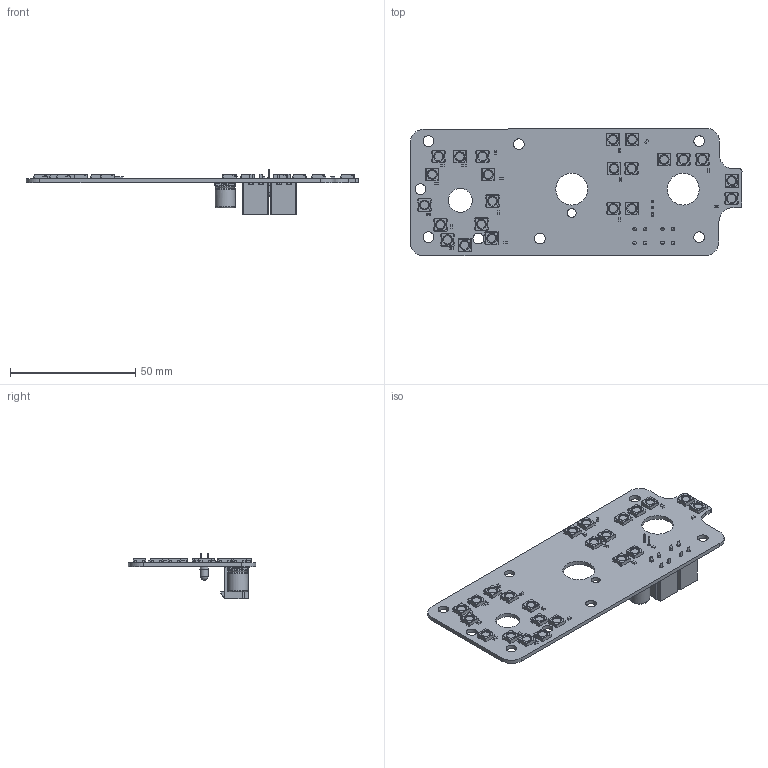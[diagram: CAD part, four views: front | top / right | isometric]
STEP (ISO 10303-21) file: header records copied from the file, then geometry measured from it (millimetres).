
FILE_DESCRIPTION(('KiCad electronic assembly'),'2;1');
FILE_NAME('FCS PANEL.step','2023-04-01T12:37:43',('Pcbnew'),('Kicad'), 'Open CASCADE STEP processor 7.6','KiCad to STEP converter','Unknown' );
FILE_SCHEMA(('AUTOMOTIVE_DESIGN { 1 0 10303 214 1 1 1 1 }'));
Length unit declared in the file: millimetre
Products named in the file (14): FCS PANEL 1; LED_WS2812B_PLCC4_5.0x5.0mm_P3.2mm; SOLID; R_0603_1608Metric; C_0603_1608Metric; CP_Elec_8x10; Molex_Mini-Fit_Jr_5566-04A_2x02_P4.20mm_Vertical; LED_D3.0mm; FCS PANEL PCB
Assembly tree (51 placements, depth 3):
  FCS PANEL 1
    LED_WS2812B_PLCC4_5.0x5.0mm_P3.2mm  x23
      SOLID
    R_0603_1608Metric
      SOLID
    C_0603_1608Metric  x16
      SOLID
    CP_Elec_8x10
      SOLID
    Molex_Mini-Fit_Jr_5566-04A_2x02_P4.20mm_Vertical  x2
      SOLID
    LED_D3.0mm
      SOLID
    FCS PANEL PCB
Bounding box: 132.39 x 50.95 x 18.3 mm (x, y, z)
Volume: 12277.6 mm3; surface area: 18298 mm2
Topology: 45 solids, 45 shells, 2393 faces, 6783 edges, 4469 vertices
Faces by surface type: plane 1612, cylinder 750, cone 23, torus 4, bspline 2, revolution 1, sphere 1
Full cylindrical faces by diameter (mm): 0.9 x2, 1.4 x8, 3 x1, 3.333 x23, 3.572 x1, 4.3 x2, 4.305 x6, 8 x2, 9.525 x1, 12.7 x2
Entity records: 25850 total; most frequent: CARTESIAN_POINT 5110, DIRECTION 3656, LINE 2452, VECTOR 2452, ORIENTED_EDGE 1878, PCURVE 1878, DEFINITIONAL_REPRESENTATION 1878, EDGE_CURVE 939
